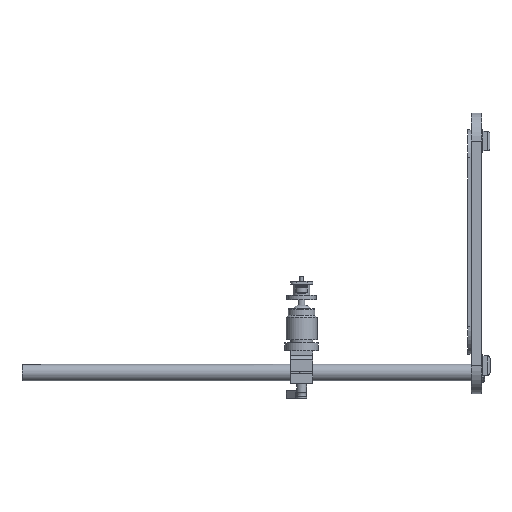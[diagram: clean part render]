
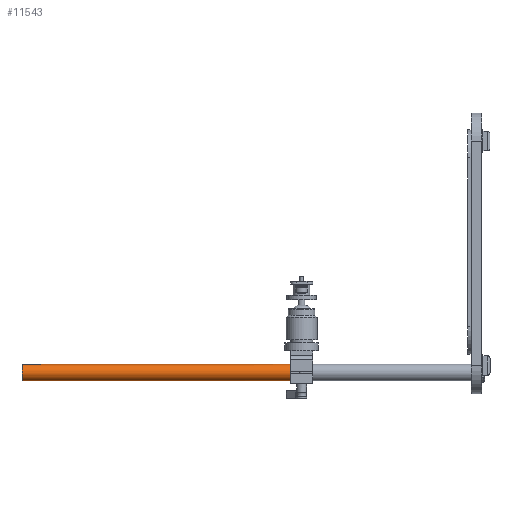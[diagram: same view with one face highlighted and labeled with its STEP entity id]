
A CAD part, left-side view. The second image highlights one B-rep face of the part: STEP entity #11543.
In plain terms, the highlighted cylindrical face has radius 7.5 mm (diameter 15 mm), a full revolution.
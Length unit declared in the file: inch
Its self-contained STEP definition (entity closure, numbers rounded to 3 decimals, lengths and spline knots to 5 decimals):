
#974 = VERTEX_POINT ( 'NONE', #6774 ) ;
#2887 = CARTESIAN_POINT ( 'NONE',  ( 0., 7.10642, -4.25 ) ) ;
#3601 = FACE_OUTER_BOUND ( 'NONE', #16486, .T. ) ;
#3937 = DIRECTION ( 'NONE',  ( 0., 1., 0. ) ) ;
#4272 = DIRECTION ( 'NONE',  ( -1., 0., 0. ) ) ;
#4417 = AXIS2_PLACEMENT_3D ( 'NONE', #12190, #3937, #13586 ) ;
#5343 = ORIENTED_EDGE ( 'NONE', *, *, #14934, .F. ) ;
#5375 = CIRCLE ( 'NONE', #4417, 0.29528 ) ;
#5705 = ORIENTED_EDGE ( 'NONE', *, *, #6968, .F. ) ;
#5906 = DIRECTION ( 'NONE',  ( 0., -1., 0. ) ) ;
#6774 = CARTESIAN_POINT ( 'NONE',  ( -0.29528, 7.10642, -4.25 ) ) ;
#6968 = EDGE_CURVE ( 'NONE', #10480, #10480, #5375, .T. ) ;
#7250 = CIRCLE ( 'NONE', #9771, 0.29528 ) ;
#9058 = AXIS2_PLACEMENT_3D ( 'NONE', #14150, #5906, #12751 ) ;
#9771 = AXIS2_PLACEMENT_3D ( 'NONE', #2887, #12527, #4272 ) ;
#10480 = VERTEX_POINT ( 'NONE', #14929 ) ;
#10497 = FACE_OUTER_BOUND ( 'NONE', #13165, .T. ) ;
#11543 = ADVANCED_FACE ( 'NONE', ( #3601, #10497 ), #13748, .T. ) ;
#12190 = CARTESIAN_POINT ( 'NONE',  ( 0., 16.675, -4.25 ) ) ;
#12527 = DIRECTION ( 'NONE',  ( 0., -1., 0. ) ) ;
#12751 = DIRECTION ( 'NONE',  ( -0.974, 0., 0.227 ) ) ;
#13165 = EDGE_LOOP ( 'NONE', ( #5705 ) ) ;
#13586 = DIRECTION ( 'NONE',  ( 0.974, 0., -0.227 ) ) ;
#13748 = CYLINDRICAL_SURFACE ( 'NONE', #9058, 0.29528 ) ;
#14150 = CARTESIAN_POINT ( 'NONE',  ( 0., 16.675, -4.25 ) ) ;
#14929 = CARTESIAN_POINT ( 'NONE',  ( 0.28758, 16.675, -4.31698 ) ) ;
#14934 = EDGE_CURVE ( 'NONE', #974, #974, #7250, .T. ) ;
#16486 = EDGE_LOOP ( 'NONE', ( #5343 ) ) ;
